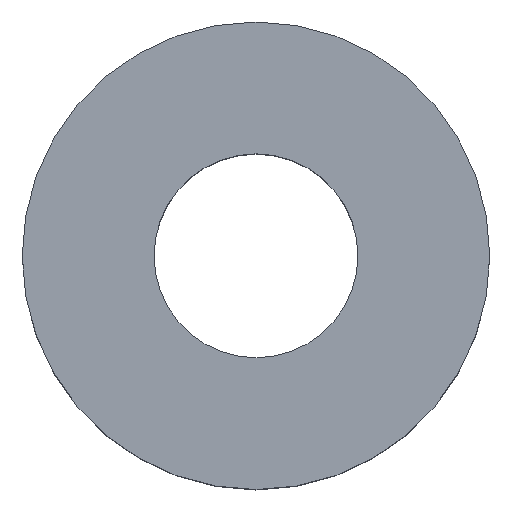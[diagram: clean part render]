
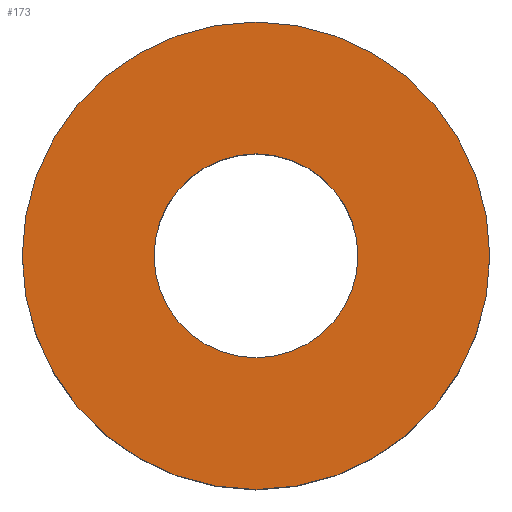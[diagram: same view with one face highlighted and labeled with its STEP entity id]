
A CAD part, top view. The second image highlights one B-rep face of the part: STEP entity #173.
In plain terms, the highlighted planar face has unit normal (0, 0, 1).
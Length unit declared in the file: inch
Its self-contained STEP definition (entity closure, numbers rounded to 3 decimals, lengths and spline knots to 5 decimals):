
#2 = FACE_BOUND ( 'NONE', #142, .T. ) ;
#10 = AXIS2_PLACEMENT_3D ( 'NONE', #64, #57, #55 ) ;
#15 = FACE_OUTER_BOUND ( 'NONE', #138, .T. ) ;
#22 = AXIS2_PLACEMENT_3D ( 'NONE', #84, #83, #92 ) ;
#55 = DIRECTION ( 'NONE',  ( 1., 0., 0. ) ) ;
#57 = DIRECTION ( 'NONE',  ( 0., 0., 1. ) ) ;
#64 = CARTESIAN_POINT ( 'NONE',  ( 0., 0., 0.125 ) ) ;
#83 = DIRECTION ( 'NONE',  ( 0., 0., 1. ) ) ;
#84 = CARTESIAN_POINT ( 'NONE',  ( 0., 0., 0.125 ) ) ;
#85 = PLANE ( 'NONE',  #22 ) ;
#92 = DIRECTION ( 'NONE',  ( 1., 0., 0. ) ) ;
#100 = DIRECTION ( 'NONE',  ( 1., 0., 0. ) ) ;
#103 = DIRECTION ( 'NONE',  ( 1., 0., 0. ) ) ;
#104 = CARTESIAN_POINT ( 'NONE',  ( 0., 0., 0.125 ) ) ;
#105 = DIRECTION ( 'NONE',  ( 0., 0., 1. ) ) ;
#106 = DIRECTION ( 'NONE',  ( 0., 0., 1. ) ) ;
#110 = CARTESIAN_POINT ( 'NONE',  ( 0., 0., 0.125 ) ) ;
#111 = DIRECTION ( 'NONE',  ( 1., 0., 0. ) ) ;
#112 = DIRECTION ( 'NONE',  ( 0., 0., 1. ) ) ;
#113 = CARTESIAN_POINT ( 'NONE',  ( 0., 0., 0.125 ) ) ;
#115 = CARTESIAN_POINT ( 'NONE',  ( 0.0545, 0., 0.125 ) ) ;
#116 = CARTESIAN_POINT ( 'NONE',  ( -0.0545, 0., 0.125 ) ) ;
#118 = CARTESIAN_POINT ( 'NONE',  ( 0.125, 0., 0.125 ) ) ;
#120 = CARTESIAN_POINT ( 'NONE',  ( -0.125, 0., 0.125 ) ) ;
#124 = ORIENTED_EDGE ( 'NONE', *, *, #168, .F. ) ;
#125 = ORIENTED_EDGE ( 'NONE', *, *, #193, .T. ) ;
#127 = ORIENTED_EDGE ( 'NONE', *, *, #165, .F. ) ;
#128 = ORIENTED_EDGE ( 'NONE', *, *, #167, .T. ) ;
#131 = VERTEX_POINT ( 'NONE', #120 ) ;
#133 = VERTEX_POINT ( 'NONE', #118 ) ;
#135 = VERTEX_POINT ( 'NONE', #116 ) ;
#136 = VERTEX_POINT ( 'NONE', #115 ) ;
#138 = EDGE_LOOP ( 'NONE', ( #128, #125 ) ) ;
#142 = EDGE_LOOP ( 'NONE', ( #127, #124 ) ) ;
#165 = EDGE_CURVE ( 'NONE', #135, #136, #177, .T. ) ;
#167 = EDGE_CURVE ( 'NONE', #131, #133, #176, .T. ) ;
#168 = EDGE_CURVE ( 'NONE', #136, #135, #189, .T. ) ;
#173 = ADVANCED_FACE ( 'NONE', ( #15, #2 ), #85, .T. ) ;
#176 = CIRCLE ( 'NONE', #223, 0.125 ) ;
#177 = CIRCLE ( 'NONE', #219, 0.0545 ) ;
#189 = CIRCLE ( 'NONE', #217, 0.0545 ) ;
#193 = EDGE_CURVE ( 'NONE', #133, #131, #205, .T. ) ;
#205 = CIRCLE ( 'NONE', #10, 0.125 ) ;
#217 = AXIS2_PLACEMENT_3D ( 'NONE', #104, #105, #100 ) ;
#219 = AXIS2_PLACEMENT_3D ( 'NONE', #113, #112, #111 ) ;
#223 = AXIS2_PLACEMENT_3D ( 'NONE', #110, #106, #103 ) ;
